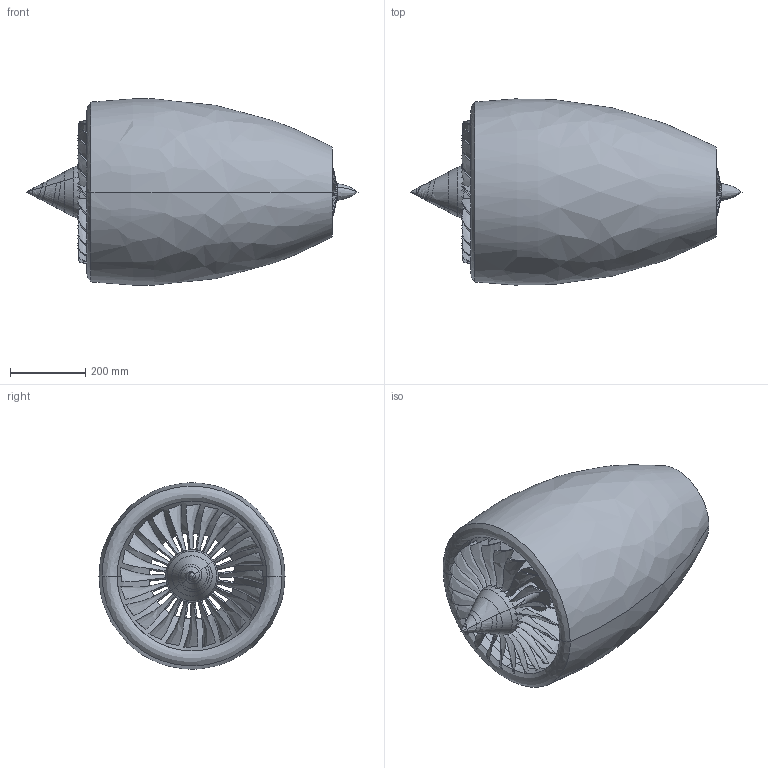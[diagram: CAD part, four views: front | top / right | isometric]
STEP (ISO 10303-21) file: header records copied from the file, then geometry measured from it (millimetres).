
FILE_DESCRIPTION(('FreeCAD Model'),'2;1');
FILE_NAME('Open CASCADE Shape Model','2025-04-26T19:59:28',('FreeCAD'),( 'FreeCAD'),'Open CASCADE STEP processor 7.6','FreeCAD','Unknown');
FILE_SCHEMA(('AUTOMOTIVE_DESIGN { 1 0 10303 214 1 1 1 1 }'));
Length unit declared in the file: millimetre
Products named in the file (1): Open CASCADE STEP translator 7.6 1
Bounding box: 883.97 x 495.5 x 495.85 mm (x, y, z)
Volume: 9995842.2 mm3; surface area: 2634588.2 mm2
Topology: 3 solids, 3 shells, 213 faces, 520 edges, 332 vertices
Faces by surface type: bspline 213
Entity records: 9324 total; most frequent: CARTESIAN_POINT 6169, ORIENTED_EDGE 1032, EDGE_CURVE 516, B_SPLINE_CURVE_WITH_KNOTS 414, VERTEX_POINT 332, FACE_BOUND 238, EDGE_LOOP 238, ADVANCED_FACE 213
